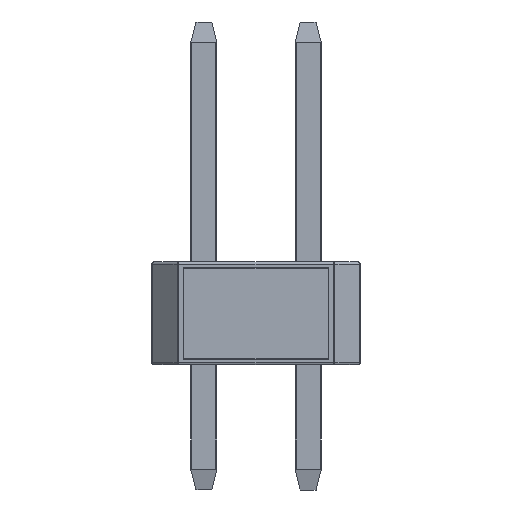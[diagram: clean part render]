
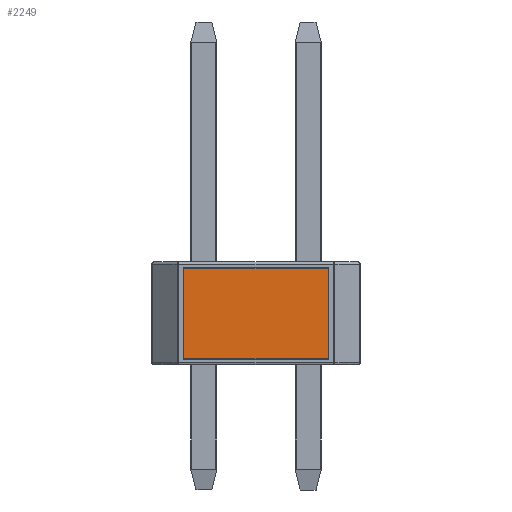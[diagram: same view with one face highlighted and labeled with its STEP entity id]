
A CAD part, left-side view. The second image highlights one B-rep face of the part: STEP entity #2249.
In plain terms, the highlighted planar face has unit normal (-1, 0, 0).
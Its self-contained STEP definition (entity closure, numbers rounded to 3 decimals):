
#298=FACE_OUTER_BOUND('',#424,.T.);
#424=EDGE_LOOP('',(#1826,#1827,#1828,#1829));
#563=LINE('',#3477,#779);
#564=LINE('',#3482,#780);
#567=LINE('',#3490,#783);
#569=LINE('',#3493,#785);
#779=VECTOR('',#2790,10.);
#780=VECTOR('',#2795,10.);
#783=VECTOR('',#2804,10.);
#785=VECTOR('',#2808,10.);
#976=VERTEX_POINT('',#3474);
#977=VERTEX_POINT('',#3476);
#978=VERTEX_POINT('',#3480);
#979=VERTEX_POINT('',#3481);
#1192=EDGE_CURVE('',#977,#976,#563,.T.);
#1194=EDGE_CURVE('',#978,#979,#564,.T.);
#1199=EDGE_CURVE('',#976,#978,#567,.T.);
#1201=EDGE_CURVE('',#979,#977,#569,.T.);
#1826=ORIENTED_EDGE('',*,*,#1199,.T.);
#1827=ORIENTED_EDGE('',*,*,#1194,.T.);
#1828=ORIENTED_EDGE('',*,*,#1201,.T.);
#1829=ORIENTED_EDGE('',*,*,#1192,.T.);
#2012=PLANE('',#2495);
#2249=ADVANCED_FACE('',(#298),#2012,.T.);
#2495=AXIS2_PLACEMENT_3D('',#3691,#3059,#3060);
#2790=DIRECTION('',(0.,1.,0.));
#2795=DIRECTION('',(0.,-1.,0.));
#2804=DIRECTION('',(0.,0.,-1.));
#2808=DIRECTION('',(0.,0.,1.));
#3059=DIRECTION('center_axis',(-1.,0.,0.));
#3060=DIRECTION('ref_axis',(0.,0.,1.));
#3474=CARTESIAN_POINT('',(-1.27,3.023,2.35));
#3476=CARTESIAN_POINT('',(-1.27,-0.488,2.35));
#3477=CARTESIAN_POINT('',(-1.27,3.023,2.35));
#3480=CARTESIAN_POINT('',(-1.27,3.023,0.15));
#3481=CARTESIAN_POINT('',(-1.27,-0.488,0.15));
#3482=CARTESIAN_POINT('',(-1.27,-0.488,0.15));
#3490=CARTESIAN_POINT('',(-1.27,3.023,0.15));
#3493=CARTESIAN_POINT('',(-1.27,-0.488,2.35));
#3691=CARTESIAN_POINT('Origin',(-1.27,1.268,1.25));
